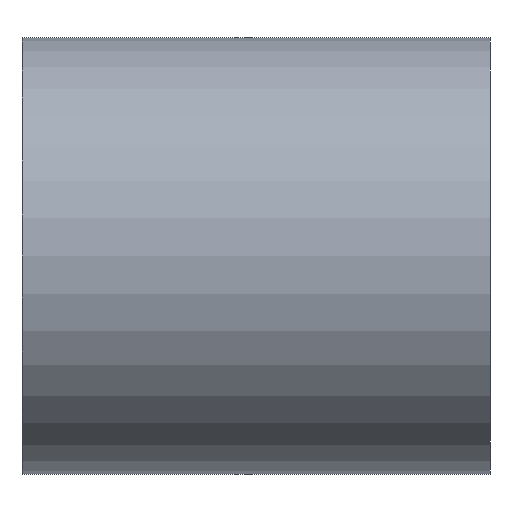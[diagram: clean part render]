
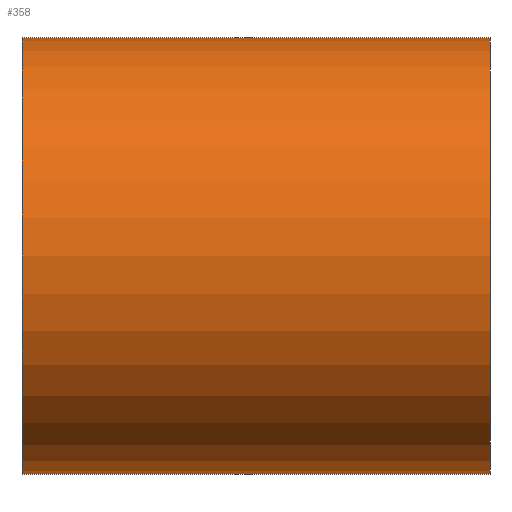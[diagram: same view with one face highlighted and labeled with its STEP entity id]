
A CAD part, left-side view. The second image highlights one B-rep face of the part: STEP entity #358.
In plain terms, the highlighted cylindrical face has radius 7 mm (diameter 14 mm), a partial arc.
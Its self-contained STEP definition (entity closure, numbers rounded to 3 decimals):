
#74 = ORIENTED_EDGE ( 'NONE', *, *, #113, .F. ) ;
#76 = ORIENTED_EDGE ( 'NONE', *, *, #102, .T. ) ;
#77 = ORIENTED_EDGE ( 'NONE', *, *, #110, .T. ) ;
#78 = ORIENTED_EDGE ( 'NONE', *, *, #121, .T. ) ;
#102 = EDGE_CURVE ( 'NONE', #139, #138, #805, .T. ) ;
#104 = VERTEX_POINT ( 'NONE', #818 ) ;
#106 = VERTEX_POINT ( 'NONE', #772 ) ;
#110 = EDGE_CURVE ( 'NONE', #138, #106, #817, .T. ) ;
#113 = EDGE_CURVE ( 'NONE', #139, #104, #743, .T. ) ;
#121 = EDGE_CURVE ( 'NONE', #106, #104, #825, .T. ) ;
#138 = VERTEX_POINT ( 'NONE', #912 ) ;
#139 = VERTEX_POINT ( 'NONE', #852 ) ;
#355 = EDGE_LOOP ( 'NONE', ( #74, #76, #77, #78 ) ) ;
#358 = ADVANCED_FACE ( 'NONE', ( #2267 ), #2336, .T. ) ;
#731 = CARTESIAN_POINT ( 'NONE',  ( 0., 7.5, 0. ) ) ;
#743 = LINE ( 'NONE', #794, #793 ) ;
#772 = CARTESIAN_POINT ( 'NONE',  ( 0., 7.5, 7. ) ) ;
#793 = VECTOR ( 'NONE', #837, 1000. ) ;
#794 = CARTESIAN_POINT ( 'NONE',  ( 0., 10.366, -7. ) ) ;
#805 = CIRCLE ( 'NONE', #816, 7. ) ;
#807 = DIRECTION ( 'NONE',  ( 0., 1., 0. ) ) ;
#808 = CARTESIAN_POINT ( 'NONE',  ( 0., -7.5, 0. ) ) ;
#810 = AXIS2_PLACEMENT_3D ( 'NONE', #731, #829, #828 ) ;
#816 = AXIS2_PLACEMENT_3D ( 'NONE', #808, #807, #819 ) ;
#817 = LINE ( 'NONE', #827, #826 ) ;
#818 = CARTESIAN_POINT ( 'NONE',  ( 0., 7.5, -7. ) ) ;
#819 = DIRECTION ( 'NONE',  ( 0., 0., -1. ) ) ;
#825 = CIRCLE ( 'NONE', #810, 7. ) ;
#826 = VECTOR ( 'NONE', #832, 1000. ) ;
#827 = CARTESIAN_POINT ( 'NONE',  ( 0., 10.366, 7. ) ) ;
#828 = DIRECTION ( 'NONE',  ( 0., 0., 1. ) ) ;
#829 = DIRECTION ( 'NONE',  ( 0., -1., 0. ) ) ;
#832 = DIRECTION ( 'NONE',  ( 0., 1., 0. ) ) ;
#837 = DIRECTION ( 'NONE',  ( 0., 1., 0. ) ) ;
#852 = CARTESIAN_POINT ( 'NONE',  ( 0., -7.5, -7. ) ) ;
#912 = CARTESIAN_POINT ( 'NONE',  ( 0., -7.5, 7. ) ) ;
#2267 = FACE_OUTER_BOUND ( 'NONE', #355, .T. ) ;
#2331 = DIRECTION ( 'NONE',  ( 0., 0., 1. ) ) ;
#2332 = DIRECTION ( 'NONE',  ( 0., 1., 0. ) ) ;
#2333 = AXIS2_PLACEMENT_3D ( 'NONE', #2335, #2332, #2331 ) ;
#2335 = CARTESIAN_POINT ( 'NONE',  ( 0., 10.366, 0. ) ) ;
#2336 = CYLINDRICAL_SURFACE ( 'NONE', #2333, 7. ) ;
